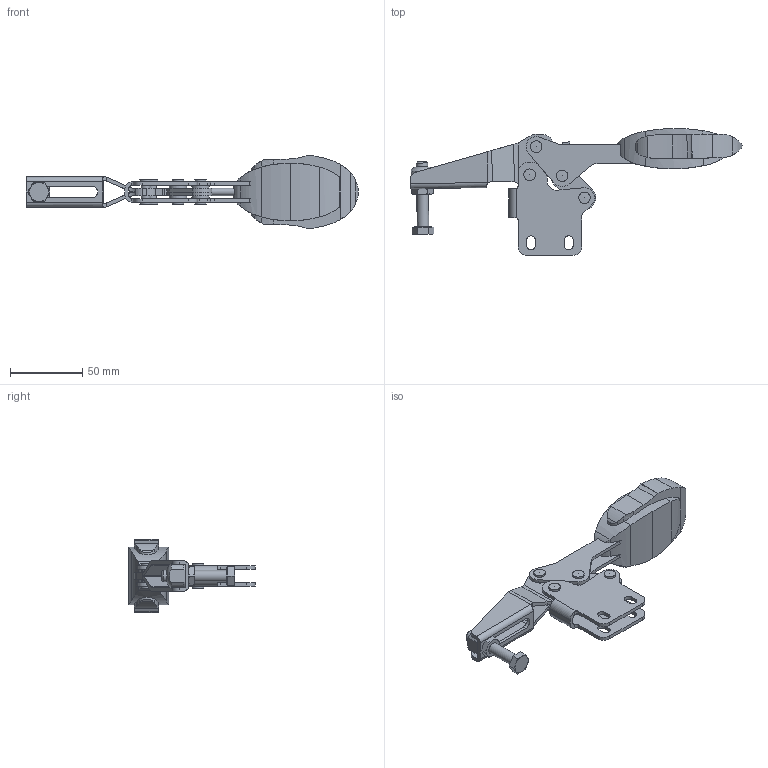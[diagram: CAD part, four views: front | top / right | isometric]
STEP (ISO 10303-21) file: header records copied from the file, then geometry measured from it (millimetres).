
FILE_DESCRIPTION( ( 'STEP AP214' ), '1' );
FILE_NAME( 'K0661.008101 STP.stp', '2020-10-15T07:38:00', ( '' ), ( '' ), ' ', 'PARTsolutions', ' ' );
FILE_SCHEMA( ( 'AUTOMOTIVE_DESIGN { 1 0 10303 214 1 1 1 1 }' ) );
Length unit declared in the file: millimetre
Products named in the file (13): K0661.0081010; _bbl_fuss_3; _lasche_bbe_3; _buchse_m_bund_AK02101; _scheibe_drm12; _spannarm_bbc_3; _spannhebel_bbd_3; _nieten_AK02008; _griff_sperre_3; _bbo_sicherung_4; _K0664.08; _M 8_mutter_1; _M 8_45_1
Assembly tree (18 placements, depth 2):
  K0661.0081010
    _bbl_fuss_3
    _lasche_bbe_3  x2
    _buchse_m_bund_AK02101  x2
    _scheibe_drm12  x2
    _spannarm_bbc_3
    _spannhebel_bbd_3
    _nieten_AK02008  x4
    _griff_sperre_3
    _bbo_sicherung_4
    _K0664.08
    _M 8_mutter_1
    _M 8_45_1
Bounding box: 230.18 x 88.01 x 51.1 mm (x, y, z)
Volume: 117976.2 mm3; surface area: 56245 mm2
Topology: 18 solids, 18 shells, 417 faces, 1079 edges, 700 vertices
Faces by surface type: cylinder 190, plane 178, cone 40, sphere 9
Full cylindrical faces by diameter (mm): 4 x4, 5 x1, 5.2 x1, 5.5 x1, 6 x14, 6.647 x2, 8 x9, 8.5 x4, 8.6 x2, 9 x8, 11.6 x1, 12 x4
Entity records: 14865 total; most frequent: CARTESIAN_POINT 2743, DIRECTION 1849, ORIENTED_EDGE 1842, EDGE_CURVE 921, AXIS2_PLACEMENT_3D 682, VERTEX_POINT 628, LINE 485, VECTOR 485
